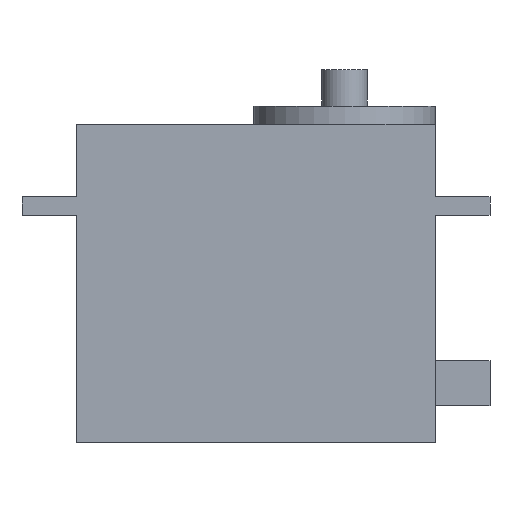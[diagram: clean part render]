
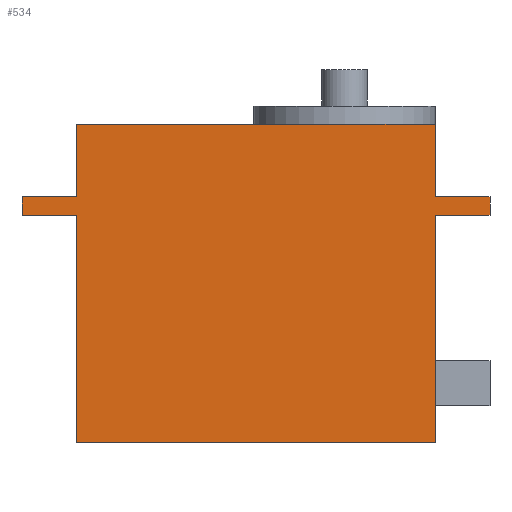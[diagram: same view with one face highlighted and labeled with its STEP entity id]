
A CAD part, front view. The second image highlights one B-rep face of the part: STEP entity #534.
In plain terms, the highlighted planar face has unit normal (0, -1, 0).
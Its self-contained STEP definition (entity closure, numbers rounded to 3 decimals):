
#70=FACE_OUTER_BOUND('',#109,.T.);
#109=EDGE_LOOP('',(#452,#453,#454,#455,#456,#457,#458,#459,#460,#461,#462,
#463,#464));
#131=LINE('',#810,#188);
#135=LINE('',#817,#192);
#139=LINE('',#826,#196);
#143=LINE('',#833,#200);
#146=LINE('',#839,#203);
#147=LINE('',#842,#204);
#153=LINE('',#854,#210);
#155=LINE('',#860,#212);
#158=LINE('',#865,#215);
#161=LINE('',#869,#218);
#164=LINE('',#875,#221);
#165=LINE('',#878,#222);
#166=LINE('',#879,#223);
#188=VECTOR('',#671,10.);
#192=VECTOR('',#677,10.);
#196=VECTOR('',#685,10.);
#200=VECTOR('',#691,10.);
#203=VECTOR('',#696,10.);
#204=VECTOR('',#699,10.);
#210=VECTOR('',#707,10.);
#212=VECTOR('',#711,10.);
#215=VECTOR('',#716,10.);
#218=VECTOR('',#721,10.);
#221=VECTOR('',#726,10.);
#222=VECTOR('',#729,10.);
#223=VECTOR('',#730,10.);
#248=VERTEX_POINT('',#804);
#249=VERTEX_POINT('',#809);
#251=VERTEX_POINT('',#815);
#253=VERTEX_POINT('',#823);
#256=VERTEX_POINT('',#830);
#258=VERTEX_POINT('',#837);
#259=VERTEX_POINT('',#841);
#261=VERTEX_POINT('',#847);
#264=VERTEX_POINT('',#852);
#266=VERTEX_POINT('',#857);
#267=VERTEX_POINT('',#859);
#270=VERTEX_POINT('',#872);
#271=VERTEX_POINT('',#877);
#305=EDGE_CURVE('',#248,#249,#131,.T.);
#309=EDGE_CURVE('',#251,#248,#135,.T.);
#313=EDGE_CURVE('',#253,#251,#139,.T.);
#317=EDGE_CURVE('',#256,#249,#143,.T.);
#320=EDGE_CURVE('',#258,#253,#146,.T.);
#321=EDGE_CURVE('',#256,#259,#147,.T.);
#327=EDGE_CURVE('',#264,#261,#153,.T.);
#329=EDGE_CURVE('',#266,#267,#155,.T.);
#332=EDGE_CURVE('',#267,#258,#158,.T.);
#335=EDGE_CURVE('',#264,#259,#161,.T.);
#338=EDGE_CURVE('',#270,#261,#164,.T.);
#339=EDGE_CURVE('',#270,#271,#165,.T.);
#340=EDGE_CURVE('',#271,#266,#166,.T.);
#452=ORIENTED_EDGE('',*,*,#339,.F.);
#453=ORIENTED_EDGE('',*,*,#338,.T.);
#454=ORIENTED_EDGE('',*,*,#327,.F.);
#455=ORIENTED_EDGE('',*,*,#335,.T.);
#456=ORIENTED_EDGE('',*,*,#321,.F.);
#457=ORIENTED_EDGE('',*,*,#317,.T.);
#458=ORIENTED_EDGE('',*,*,#305,.F.);
#459=ORIENTED_EDGE('',*,*,#309,.F.);
#460=ORIENTED_EDGE('',*,*,#313,.F.);
#461=ORIENTED_EDGE('',*,*,#320,.F.);
#462=ORIENTED_EDGE('',*,*,#332,.F.);
#463=ORIENTED_EDGE('',*,*,#329,.F.);
#464=ORIENTED_EDGE('',*,*,#340,.F.);
#505=PLANE('',#591);
#534=ADVANCED_FACE('',(#70),#505,.T.);
#591=AXIS2_PLACEMENT_3D('',#876,#727,#728);
#671=DIRECTION('',(1.,0.,0.));
#677=DIRECTION('',(1.,0.,0.));
#685=DIRECTION('',(0.,0.,1.));
#691=DIRECTION('',(0.,0.,1.));
#696=DIRECTION('',(1.,0.,0.));
#699=DIRECTION('',(1.,0.,0.));
#707=DIRECTION('',(-1.,0.,0.));
#711=DIRECTION('',(-1.,0.,0.));
#716=DIRECTION('',(0.,0.,1.));
#721=DIRECTION('',(0.,0.,1.));
#726=DIRECTION('',(0.,0.,1.));
#727=DIRECTION('center_axis',(0.,-1.,0.));
#728=DIRECTION('ref_axis',(1.,0.,0.));
#729=DIRECTION('',(-1.,0.,0.));
#730=DIRECTION('',(0.,0.,1.));
#804=CARTESIAN_POINT('',(9.75,-10.,35.));
#809=CARTESIAN_POINT('',(19.75,-10.,35.));
#810=CARTESIAN_POINT('',(19.75,-10.,35.));
#815=CARTESIAN_POINT('',(-19.75,-10.,35.));
#817=CARTESIAN_POINT('',(19.75,-10.,35.));
#823=CARTESIAN_POINT('',(-19.75,-10.,27.));
#826=CARTESIAN_POINT('',(-19.75,-10.,27.));
#830=CARTESIAN_POINT('',(19.75,-10.,27.));
#833=CARTESIAN_POINT('',(19.75,-10.,27.));
#837=CARTESIAN_POINT('',(-25.75,-10.,27.));
#839=CARTESIAN_POINT('',(25.75,-10.,27.));
#841=CARTESIAN_POINT('',(25.75,-10.,27.));
#842=CARTESIAN_POINT('',(25.75,-10.,27.));
#847=CARTESIAN_POINT('',(19.75,-10.,25.));
#852=CARTESIAN_POINT('',(25.75,-10.,25.));
#854=CARTESIAN_POINT('',(25.75,-10.,25.));
#857=CARTESIAN_POINT('',(-19.75,-10.,25.));
#859=CARTESIAN_POINT('',(-25.75,-10.,25.));
#860=CARTESIAN_POINT('',(25.75,-10.,25.));
#865=CARTESIAN_POINT('',(-25.75,-10.,25.));
#869=CARTESIAN_POINT('',(25.75,-10.,25.));
#872=CARTESIAN_POINT('',(19.75,-10.,0.));
#875=CARTESIAN_POINT('',(19.75,-10.,0.));
#876=CARTESIAN_POINT('Origin',(-19.75,-10.,0.));
#877=CARTESIAN_POINT('',(-19.75,-10.,0.));
#878=CARTESIAN_POINT('',(19.75,-10.,0.));
#879=CARTESIAN_POINT('',(-19.75,-10.,0.));
